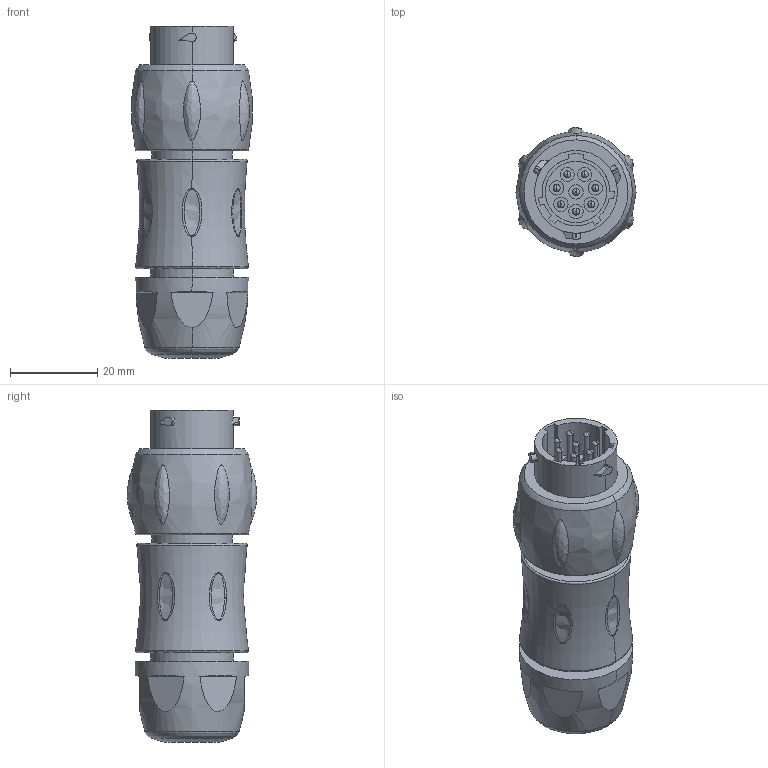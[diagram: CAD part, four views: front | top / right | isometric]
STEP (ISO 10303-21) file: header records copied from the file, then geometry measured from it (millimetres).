
FILE_DESCRIPTION((''),'2;1');
FILE_NAME('UTS1JC128P-CATALOGUE_SW_ASM','2010-09-17T',('amartin'),(''),'PRO/ENGINEER BY PARAMETRIC TECHNOLOGY CORPORATION, 2007390','PRO/ENGINEER BY PARAMETRIC TECHNOLOGY CORPORATION, 2007390','');
FILE_SCHEMA(('CONFIG_CONTROL_DESIGN'));
Length unit declared in the file: inch
Products named in the file (1): UTS1JC128P-CATALOGUE_SW_ASM
Bounding box: 27.57 x 29.66 x 76.08 mm (x, y, z)
Volume: 33278.7 mm3; surface area: 8738.7 mm2
Topology: 1 solids, 1 shells, 190 faces, 422 edges, 271 vertices
Faces by surface type: cylinder 67, plane 65, bspline 44, torus 12, sphere 2
Entity records: 9060 total; most frequent: CARTESIAN_POINT 4964, ORIENTED_EDGE 844, DIRECTION 822, EDGE_CURVE 422, AXIS2_PLACEMENT_3D 347, VERTEX_POINT 271, EDGE_LOOP 227, CIRCLE 200
